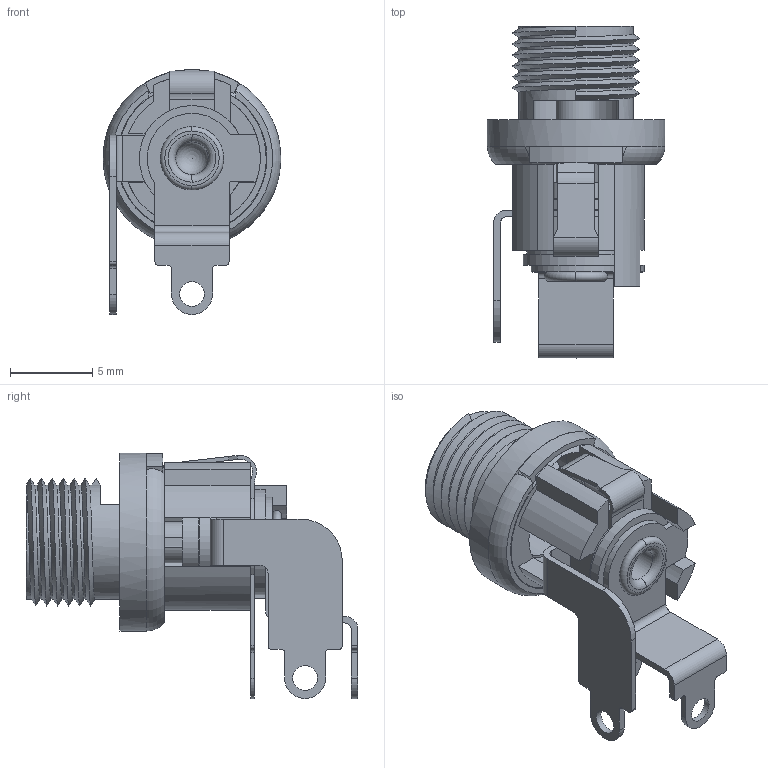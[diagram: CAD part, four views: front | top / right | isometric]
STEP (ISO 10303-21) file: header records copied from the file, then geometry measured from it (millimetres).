
FILE_DESCRIPTION(/* description */ ('STEP AP242','CAx-IF Rec.Pracs.---Representation and Presentation of Product Manufacturing Information (PMI)---4.0---2014-10-13','CAx-IF Rec.Pracs.---3D Tessellated Geometry---0.4---2014-09-14','2;1'),/* implementation_level */ '2;1');
FILE_NAME(/* name */ '66604c1d8a45657da0119a54',/* time_stamp */ '2024-06-05T11:29:34Z',/* author */ (''),/* organization */ (''),/* preprocessor_version */ 'ST-DEVELOPER v20',/* originating_system */ ' ',/* authorisation */ ' ');
FILE_SCHEMA (('AP242_MANAGED_MODEL_BASED_3D_ENGINEERING_MIM_LF { 1 0 10303 442 1 1 4 }'));
Length unit declared in the file: metre
Products named in the file (8): Part 8; Part 1; Part 2; Part 3; Part 4; Part 5; Part 6; Part 7
Bounding box: 10.8 x 20.15 x 14.9 mm (x, y, z)
Volume: 545 mm3; surface area: 1794.2 mm2
Topology: 8 solids, 8 shells, 189 faces, 546 edges, 373 vertices
Faces by surface type: plane 90, cylinder 84, torus 10, sphere 3, bspline 2
Full cylindrical faces by diameter (mm): 1.5 x3, 2 x1, 2.5 x6, 3.9 x1, 4.5 x1, 5.7 x1, 6.4 x1, 10.8 x1
Entity records: 8160 total; most frequent: CARTESIAN_POINT 3196, ORIENTED_EDGE 1058, DIRECTION 915, EDGE_CURVE 529, AXIS2_PLACEMENT_3D 393, VERTEX_POINT 372, EDGE_LOOP 231, FACE_BOUND 231
